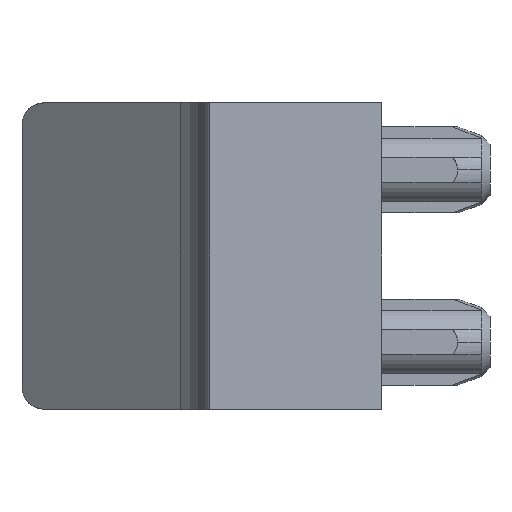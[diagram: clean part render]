
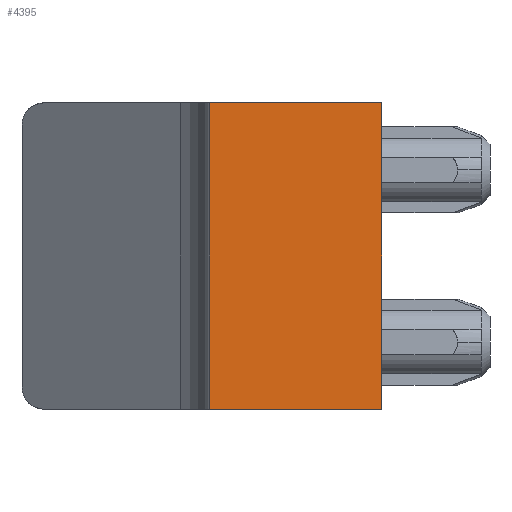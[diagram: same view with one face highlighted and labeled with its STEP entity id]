
A CAD part, left-side view. The second image highlights one B-rep face of the part: STEP entity #4395.
In plain terms, the highlighted free-form (B-spline) face has degree [1, 1] with [2, 2] control points.
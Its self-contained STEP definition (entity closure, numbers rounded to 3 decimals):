
#4395 = ADVANCED_FACE('',(#4396),#4410,.T.);
#4396 = FACE_BOUND('',#4397,.T.);
#4397 = EDGE_LOOP('',(#4398,#4420,#4435,#4450));
#4398 = ORIENTED_EDGE('',*,*,#4399,.T.);
#4399 = EDGE_CURVE('',#4400,#4402,#4404,.T.);
#4400 = VERTEX_POINT('',#4401);
#4401 = CARTESIAN_POINT('',(0.,2.54,0.));
#4402 = VERTEX_POINT('',#4403);
#4403 = CARTESIAN_POINT('',(0.,2.54,4.521));
#4404 = SURFACE_CURVE('',#4405,(#4409),.PCURVE_S1.);
#4405 = LINE('',#4406,#4407);
#4406 = CARTESIAN_POINT('',(0.,2.54,0.));
#4407 = VECTOR('',#4408,1.);
#4408 = DIRECTION('',(0.,0.,1.));
#4409 = PCURVE('',#4410,#4415);
#4410 = B_SPLINE_SURFACE_WITH_KNOTS('',1,1,(
    (#4411,#4412)
    ,(#4413,#4414
    )),.UNSPECIFIED.,.F.,.F.,.F.,(2,2),(2,2),(0.,1.),(0.,1.),
  .PIECEWISE_BEZIER_KNOTS.);
#4411 = CARTESIAN_POINT('',(0.,0.,4.521));
#4412 = CARTESIAN_POINT('',(0.,2.54,4.521));
#4413 = CARTESIAN_POINT('',(0.,0.,0.));
#4414 = CARTESIAN_POINT('',(0.,2.54,0.));
#4415 = DEFINITIONAL_REPRESENTATION('',(#4416),#4419);
#4416 = B_SPLINE_CURVE_WITH_KNOTS('',1,(#4417,#4418),.UNSPECIFIED.,.F.,
  .F.,(2,2),(0.,4.521),.PIECEWISE_BEZIER_KNOTS.);
#4417 = CARTESIAN_POINT('',(1.,1.));
#4418 = CARTESIAN_POINT('',(0.,1.));
#4419 = ( GEOMETRIC_REPRESENTATION_CONTEXT(2) 
PARAMETRIC_REPRESENTATION_CONTEXT() REPRESENTATION_CONTEXT('2D SPACE',''
  ) );
#4420 = ORIENTED_EDGE('',*,*,#4421,.T.);
#4421 = EDGE_CURVE('',#4402,#4422,#4424,.T.);
#4422 = VERTEX_POINT('',#4423);
#4423 = CARTESIAN_POINT('',(0.,0.,4.521));
#4424 = SURFACE_CURVE('',#4425,(#4429),.PCURVE_S1.);
#4425 = LINE('',#4426,#4427);
#4426 = CARTESIAN_POINT('',(0.,2.54,4.521));
#4427 = VECTOR('',#4428,1.);
#4428 = DIRECTION('',(0.,-1.,0.));
#4429 = PCURVE('',#4410,#4430);
#4430 = DEFINITIONAL_REPRESENTATION('',(#4431),#4434);
#4431 = B_SPLINE_CURVE_WITH_KNOTS('',1,(#4432,#4433),.UNSPECIFIED.,.F.,
  .F.,(2,2),(0.,2.54),.PIECEWISE_BEZIER_KNOTS.);
#4432 = CARTESIAN_POINT('',(0.,1.));
#4433 = CARTESIAN_POINT('',(0.,0.));
#4434 = ( GEOMETRIC_REPRESENTATION_CONTEXT(2) 
PARAMETRIC_REPRESENTATION_CONTEXT() REPRESENTATION_CONTEXT('2D SPACE',''
  ) );
#4435 = ORIENTED_EDGE('',*,*,#4436,.T.);
#4436 = EDGE_CURVE('',#4422,#4437,#4439,.T.);
#4437 = VERTEX_POINT('',#4438);
#4438 = CARTESIAN_POINT('',(0.,0.,0.));
#4439 = SURFACE_CURVE('',#4440,(#4444),.PCURVE_S1.);
#4440 = LINE('',#4441,#4442);
#4441 = CARTESIAN_POINT('',(0.,0.,4.521));
#4442 = VECTOR('',#4443,1.);
#4443 = DIRECTION('',(0.,0.,-1.));
#4444 = PCURVE('',#4410,#4445);
#4445 = DEFINITIONAL_REPRESENTATION('',(#4446),#4449);
#4446 = B_SPLINE_CURVE_WITH_KNOTS('',1,(#4447,#4448),.UNSPECIFIED.,.F.,
  .F.,(2,2),(0.,4.521),.PIECEWISE_BEZIER_KNOTS.);
#4447 = CARTESIAN_POINT('',(0.,0.));
#4448 = CARTESIAN_POINT('',(1.,0.));
#4449 = ( GEOMETRIC_REPRESENTATION_CONTEXT(2) 
PARAMETRIC_REPRESENTATION_CONTEXT() REPRESENTATION_CONTEXT('2D SPACE',''
  ) );
#4450 = ORIENTED_EDGE('',*,*,#4451,.T.);
#4451 = EDGE_CURVE('',#4437,#4400,#4452,.T.);
#4452 = SURFACE_CURVE('',#4453,(#4457),.PCURVE_S1.);
#4453 = LINE('',#4454,#4455);
#4454 = CARTESIAN_POINT('',(0.,0.,0.));
#4455 = VECTOR('',#4456,1.);
#4456 = DIRECTION('',(0.,1.,0.));
#4457 = PCURVE('',#4410,#4458);
#4458 = DEFINITIONAL_REPRESENTATION('',(#4459),#4462);
#4459 = B_SPLINE_CURVE_WITH_KNOTS('',1,(#4460,#4461),.UNSPECIFIED.,.F.,
  .F.,(2,2),(0.,2.54),.PIECEWISE_BEZIER_KNOTS.);
#4460 = CARTESIAN_POINT('',(1.,0.));
#4461 = CARTESIAN_POINT('',(1.,1.));
#4462 = ( GEOMETRIC_REPRESENTATION_CONTEXT(2) 
PARAMETRIC_REPRESENTATION_CONTEXT() REPRESENTATION_CONTEXT('2D SPACE',''
  ) );
